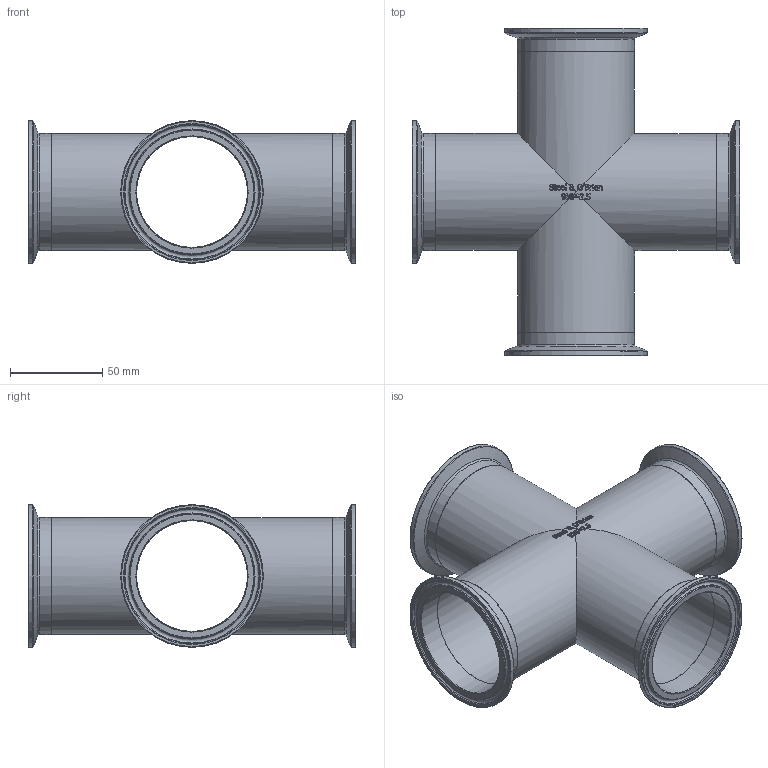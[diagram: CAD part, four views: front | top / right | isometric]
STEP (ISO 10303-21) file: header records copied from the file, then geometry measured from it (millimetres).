
FILE_DESCRIPTION(/* description */ (''),/* implementation_level */ '2;1');
FILE_NAME(/* name */ '9MP-2.5.stp',/* time_stamp */ '2019-06-19T11:50:50-04:00',/* author */ ('rick'),/* organization */ (''),/* preprocessor_version */ 'ST-DEVELOPER v15.2',/* originating_system */ 'Autodesk Inventor 2014',/* authorisation */ '');
FILE_SCHEMA (('AUTOMOTIVE_DESIGN { 1 0 10303 214 3 1 1 }'));
Length unit declared in the file: inch
Products named in the file (1): 9MP-2.5
Bounding box: 177.8 x 177.8 x 77.39 mm (x, y, z)
Volume: 110782.1 mm3; surface area: 121263.9 mm2
Topology: 1 solids, 1 shells, 419 faces, 1103 edges, 717 vertices
Faces by surface type: bspline 170, plane 140, cylinder 61, torus 36, cone 12
Full cylindrical faces by diameter (mm): 60.198 x8, 63.5 x8, 77.394 x4
Entity records: 15492 total; most frequent: CARTESIAN_POINT 6440, ORIENTED_EDGE 2036, DIRECTION 1410, EDGE_CURVE 1018, VERTEX_POINT 704, EDGE_LOOP 526, AXIS2_PLACEMENT_3D 497, ADVANCED_FACE 418
